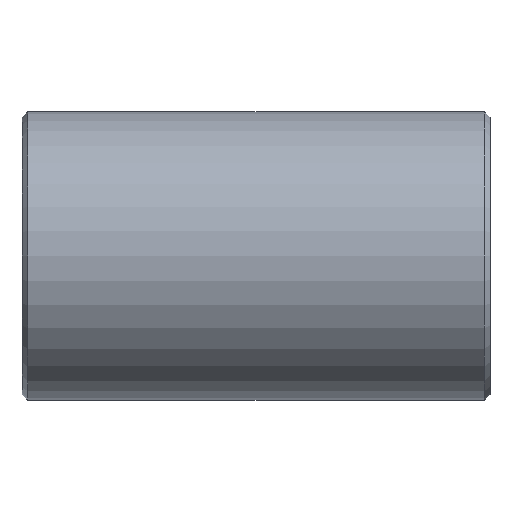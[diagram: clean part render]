
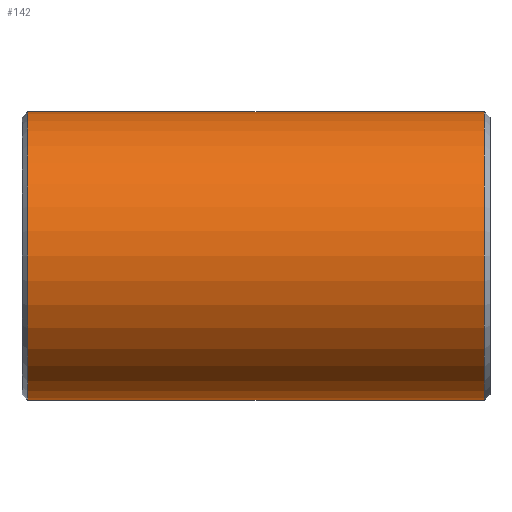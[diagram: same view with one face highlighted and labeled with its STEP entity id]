
A CAD part, front view. The second image highlights one B-rep face of the part: STEP entity #142.
In plain terms, the highlighted cylindrical face has radius 109.537 mm (diameter 219.075 mm), a partial arc.
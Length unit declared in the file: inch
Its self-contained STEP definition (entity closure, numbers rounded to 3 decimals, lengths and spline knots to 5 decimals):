
#6 = CARTESIAN_POINT ( 'NONE',  ( 6.83333, 0., 0. ) ) ;
#9 = EDGE_CURVE ( 'NONE', #378, #259, #265, .T. ) ;
#16 = DIRECTION ( 'NONE',  ( -1., 0., 0. ) ) ;
#21 = VERTEX_POINT ( 'NONE', #278 ) ;
#25 = CARTESIAN_POINT ( 'NONE',  ( -6.83333, 0., -4.3125 ) ) ;
#28 = AXIS2_PLACEMENT_3D ( 'NONE', #43, #219, #141 ) ;
#43 = CARTESIAN_POINT ( 'NONE',  ( 7., 0., 0. ) ) ;
#47 = DIRECTION ( 'NONE',  ( 1., 0., 0. ) ) ;
#48 = AXIS2_PLACEMENT_3D ( 'NONE', #410, #47, #281 ) ;
#58 = CARTESIAN_POINT ( 'NONE',  ( 6.83333, 0., 4.3125 ) ) ;
#60 = EDGE_CURVE ( 'NONE', #442, #202, #544, .T. ) ;
#83 = EDGE_CURVE ( 'NONE', #21, #442, #164, .T. ) ;
#97 = LINE ( 'NONE', #161, #584 ) ;
#100 = CARTESIAN_POINT ( 'NONE',  ( 0., 0., 4.3125 ) ) ;
#114 = VECTOR ( 'NONE', #335, 39.37008 ) ;
#125 = ORIENTED_EDGE ( 'NONE', *, *, #304, .T. ) ;
#127 = ORIENTED_EDGE ( 'NONE', *, *, #220, .F. ) ;
#132 = DIRECTION ( 'NONE',  ( -1., 0., 0. ) ) ;
#141 = DIRECTION ( 'NONE',  ( 0., 0., 1. ) ) ;
#142 = ADVANCED_FACE ( 'NONE', ( #509 ), #369, .T. ) ;
#157 = CARTESIAN_POINT ( 'NONE',  ( 7., 0., -4.3125 ) ) ;
#158 = ORIENTED_EDGE ( 'NONE', *, *, #60, .T. ) ;
#161 = CARTESIAN_POINT ( 'NONE',  ( 7., 0., -4.3125 ) ) ;
#164 = CIRCLE ( 'NONE', #393, 4.3125 ) ;
#192 = LINE ( 'NONE', #283, #548 ) ;
#202 = VERTEX_POINT ( 'NONE', #100 ) ;
#209 = ORIENTED_EDGE ( 'NONE', *, *, #9, .T. ) ;
#219 = DIRECTION ( 'NONE',  ( -1., 0., 0. ) ) ;
#220 = EDGE_CURVE ( 'NONE', #21, #494, #97, .T. ) ;
#223 = DIRECTION ( 'NONE',  ( -1., 0., 0. ) ) ;
#234 = LINE ( 'NONE', #157, #114 ) ;
#240 = EDGE_CURVE ( 'NONE', #494, #259, #234, .T. ) ;
#259 = VERTEX_POINT ( 'NONE', #25 ) ;
#265 = CIRCLE ( 'NONE', #48, 4.3125 ) ;
#278 = CARTESIAN_POINT ( 'NONE',  ( 6.83333, 0., -4.3125 ) ) ;
#280 = CARTESIAN_POINT ( 'NONE',  ( 0., 0., -4.3125 ) ) ;
#281 = DIRECTION ( 'NONE',  ( 0., 0., 1. ) ) ;
#283 = CARTESIAN_POINT ( 'NONE',  ( 7., 0., 4.3125 ) ) ;
#293 = EDGE_LOOP ( 'NONE', ( #127, #349, #158, #125, #209, #483 ) ) ;
#304 = EDGE_CURVE ( 'NONE', #202, #378, #192, .T. ) ;
#335 = DIRECTION ( 'NONE',  ( -1., 0., 0. ) ) ;
#349 = ORIENTED_EDGE ( 'NONE', *, *, #83, .T. ) ;
#369 = CYLINDRICAL_SURFACE ( 'NONE', #28, 4.3125 ) ;
#378 = VERTEX_POINT ( 'NONE', #493 ) ;
#393 = AXIS2_PLACEMENT_3D ( 'NONE', #6, #223, #449 ) ;
#410 = CARTESIAN_POINT ( 'NONE',  ( -6.83333, 0., 0. ) ) ;
#414 = CARTESIAN_POINT ( 'NONE',  ( 7., 0., 4.3125 ) ) ;
#437 = VECTOR ( 'NONE', #132, 39.37008 ) ;
#442 = VERTEX_POINT ( 'NONE', #58 ) ;
#449 = DIRECTION ( 'NONE',  ( 0., 0., -1. ) ) ;
#483 = ORIENTED_EDGE ( 'NONE', *, *, #240, .F. ) ;
#493 = CARTESIAN_POINT ( 'NONE',  ( -6.83333, 0., 4.3125 ) ) ;
#494 = VERTEX_POINT ( 'NONE', #280 ) ;
#509 = FACE_OUTER_BOUND ( 'NONE', #293, .T. ) ;
#512 = DIRECTION ( 'NONE',  ( -1., 0., 0. ) ) ;
#544 = LINE ( 'NONE', #414, #437 ) ;
#548 = VECTOR ( 'NONE', #512, 39.37008 ) ;
#584 = VECTOR ( 'NONE', #16, 39.37008 ) ;
